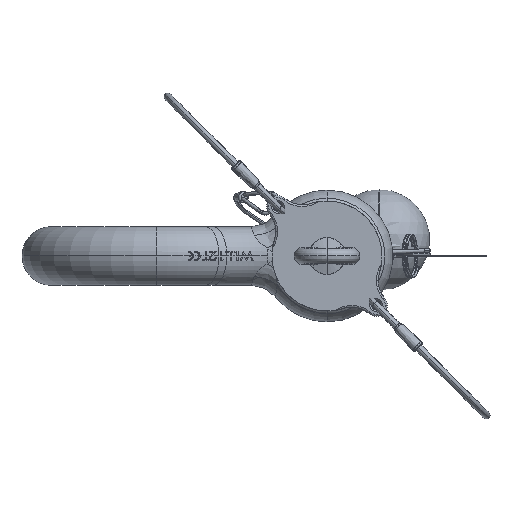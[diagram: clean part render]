
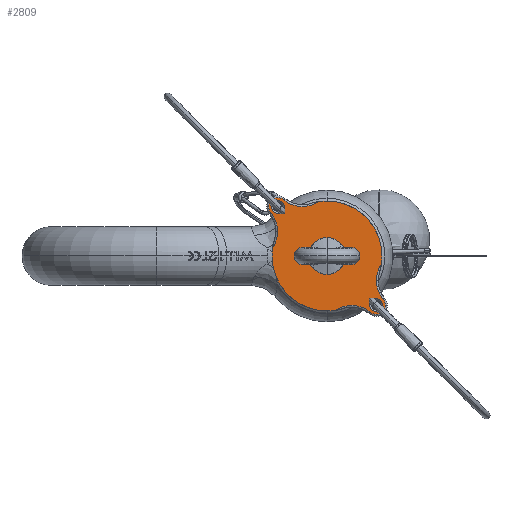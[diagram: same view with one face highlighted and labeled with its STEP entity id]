
A CAD part, left-side view. The second image highlights one B-rep face of the part: STEP entity #2809.
In plain terms, the highlighted planar face has unit normal (-1, 0, 0).
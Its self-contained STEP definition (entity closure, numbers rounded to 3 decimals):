
#2809=ADVANCED_FACE('',(#5951,#5952,#5953),#5954,.T.);
#5951=FACE_OUTER_BOUND('',#62531,.T.);
#5952=FACE_BOUND('',#62532,.T.);
#5953=FACE_BOUND('',#62533,.T.);
#5954=PLANE('',#62534);
#62531=EDGE_LOOP('',(#76465,#76466,#76467,#76468,#76469,#76470,#76471,#76472,#76473,#76474,#76475,#76476,#76477,#76478));
#62532=EDGE_LOOP('',(#76479,#76480));
#62533=EDGE_LOOP('',(#76481,#76482));
#62534=AXIS2_PLACEMENT_3D('',#76483,#76484,#76485);
#76465=ORIENTED_EDGE('',*,*,#82430,.T.);
#76466=ORIENTED_EDGE('',*,*,#82568,.T.);
#76467=ORIENTED_EDGE('',*,*,#82569,.T.);
#76468=ORIENTED_EDGE('',*,*,#82455,.T.);
#76469=ORIENTED_EDGE('',*,*,#82438,.F.);
#76470=ORIENTED_EDGE('',*,*,#82558,.F.);
#76471=ORIENTED_EDGE('',*,*,#82571,.T.);
#76472=ORIENTED_EDGE('',*,*,#82449,.T.);
#76473=ORIENTED_EDGE('',*,*,#82573,.T.);
#76474=ORIENTED_EDGE('',*,*,#82574,.T.);
#76475=ORIENTED_EDGE('',*,*,#82424,.T.);
#76476=ORIENTED_EDGE('',*,*,#82489,.F.);
#76477=ORIENTED_EDGE('',*,*,#82547,.F.);
#76478=ORIENTED_EDGE('',*,*,#82566,.T.);
#76479=ORIENTED_EDGE('',*,*,#82471,.T.);
#76480=ORIENTED_EDGE('',*,*,#82563,.T.);
#76481=ORIENTED_EDGE('',*,*,#82463,.T.);
#76482=ORIENTED_EDGE('',*,*,#82564,.T.);
#76483=CARTESIAN_POINT('',(-69.2,57.213,145.178));
#76484=DIRECTION('',(-1.0,0.0,0.0));
#76485=DIRECTION('',(0.0,0.0,1.0));
#82424=EDGE_CURVE('',#88823,#88827,#88829,.T.);
#82430=EDGE_CURVE('',#88841,#88838,#88842,.T.);
#82438=EDGE_CURVE('',#88854,#88857,#88858,.T.);
#82449=EDGE_CURVE('',#88875,#88873,#88876,.T.);
#82455=EDGE_CURVE('',#88886,#88857,#88887,.T.);
#82463=EDGE_CURVE('',#88901,#88899,#88902,.T.);
#82471=EDGE_CURVE('',#88917,#88915,#88918,.T.);
#82489=EDGE_CURVE('',#88942,#88827,#88944,.T.);
#82547=EDGE_CURVE('',#89031,#88942,#89033,.T.);
#82558=EDGE_CURVE('',#89047,#88854,#89049,.T.);
#82563=EDGE_CURVE('',#88915,#88917,#89054,.T.);
#82564=EDGE_CURVE('',#88899,#88901,#89055,.T.);
#82566=EDGE_CURVE('',#89031,#88841,#89057,.T.);
#82568=EDGE_CURVE('',#88838,#89058,#89060,.T.);
#82569=EDGE_CURVE('',#89058,#88886,#89061,.T.);
#82571=EDGE_CURVE('',#89047,#88875,#89063,.T.);
#82573=EDGE_CURVE('',#88873,#89064,#89066,.T.);
#82574=EDGE_CURVE('',#89064,#88823,#89067,.T.);
#88823=VERTEX_POINT('',#119354);
#88827=VERTEX_POINT('',#119358);
#88829=CIRCLE('',#119369,16.0);
#88838=VERTEX_POINT('',#119385);
#88841=VERTEX_POINT('',#119388);
#88842=CIRCLE('',#119389,5.0);
#88854=VERTEX_POINT('',#119401);
#88857=VERTEX_POINT('',#119405);
#88858=CIRCLE('',#119406,30.0);
#88873=VERTEX_POINT('',#119442);
#88875=VERTEX_POINT('',#119444);
#88876=CIRCLE('',#119445,5.0);
#88886=VERTEX_POINT('',#119455);
#88887=CIRCLE('',#119456,16.0);
#88899=VERTEX_POINT('',#119468);
#88901=VERTEX_POINT('',#119471);
#88902=CIRCLE('',#119472,3.5);
#88915=VERTEX_POINT('',#119488);
#88917=VERTEX_POINT('',#119491);
#88918=CIRCLE('',#119492,3.5);
#88942=VERTEX_POINT('',#119527);
#88944=CIRCLE('',#119530,30.0);
#89031=VERTEX_POINT('',#119639);
#89033=CIRCLE('',#119648,30.0);
#89047=VERTEX_POINT('',#119673);
#89049=CIRCLE('',#119682,30.0);
#89054=CIRCLE('',#119687,3.5);
#89055=CIRCLE('',#119688,3.5);
#89057=CIRCLE('',#119690,16.0);
#89058=VERTEX_POINT('',#119691);
#89060=CIRCLE('',#119693,5.0);
#89061=CIRCLE('',#119694,16.0);
#89063=CIRCLE('',#119696,16.0);
#89064=VERTEX_POINT('',#119697);
#89066=CIRCLE('',#119699,5.0);
#89067=CIRCLE('',#119700,16.0);
#119354=CARTESIAN_POINT('',(-69.2,30.248,131.798));
#119358=CARTESIAN_POINT('',(-69.2,27.551,140.688));
#119369=AXIS2_PLACEMENT_3D('',#127690,#127691,#127692);
#119385=CARTESIAN_POINT('',(-69.2,89.083,172.048));
#119388=CARTESIAN_POINT('',(-69.2,80.871,175.88));
#119389=AXIS2_PLACEMENT_3D('',#127705,#127706,#127707);
#119401=CARTESIAN_POINT('',(-69.2,87.213,145.178));
#119405=CARTESIAN_POINT('',(-69.2,86.875,149.668));
#119406=AXIS2_PLACEMENT_3D('',#127727,#127728,#127729);
#119442=CARTESIAN_POINT('',(-69.2,25.343,118.308));
#119444=CARTESIAN_POINT('',(-69.2,33.555,114.476));
#119445=AXIS2_PLACEMENT_3D('',#127744,#127745,#127746);
#119455=CARTESIAN_POINT('',(-69.2,84.178,158.559));
#119456=AXIS2_PLACEMENT_3D('',#127762,#127763,#127764);
#119468=CARTESIAN_POINT('',(-69.2,33.843,118.308));
#119471=CARTESIAN_POINT('',(-69.2,26.843,118.308));
#119472=AXIS2_PLACEMENT_3D('',#127784,#127785,#127786);
#119488=CARTESIAN_POINT('',(-69.2,87.583,172.048));
#119491=CARTESIAN_POINT('',(-69.2,80.583,172.048));
#119492=AXIS2_PLACEMENT_3D('',#127800,#127801,#127802);
#119527=CARTESIAN_POINT('',(-69.2,27.213,145.178));
#119530=AXIS2_PLACEMENT_3D('',#127830,#127831,#127832);
#119639=CARTESIAN_POINT('',(-69.2,61.703,174.84));
#119648=AXIS2_PLACEMENT_3D('',#127972,#127973,#127974);
#119673=CARTESIAN_POINT('',(-69.2,52.723,115.516));
#119682=AXIS2_PLACEMENT_3D('',#127995,#127996,#127997);
#119687=AXIS2_PLACEMENT_3D('',#128010,#128011,#128012);
#119688=AXIS2_PLACEMENT_3D('',#128013,#128014,#128015);
#119690=AXIS2_PLACEMENT_3D('',#128019,#128020,#128021);
#119691=CARTESIAN_POINT('',(-69.2,87.915,168.837));
#119693=AXIS2_PLACEMENT_3D('',#128025,#128026,#128027);
#119694=AXIS2_PLACEMENT_3D('',#128028,#128029,#128030);
#119696=AXIS2_PLACEMENT_3D('',#128034,#128035,#128036);
#119697=CARTESIAN_POINT('',(-69.2,26.511,121.52));
#119699=AXIS2_PLACEMENT_3D('',#128040,#128041,#128042);
#119700=AXIS2_PLACEMENT_3D('',#128043,#128044,#128045);
#127690=CARTESIAN_POINT('',(-69.2,14.248,131.798));
#127691=DIRECTION('',(1.0,0.0,0.0));
#127692=DIRECTION('',(0.0,-1.0,0.));
#127705=CARTESIAN_POINT('',(-69.2,84.083,172.048));
#127706=DIRECTION('',(-1.0,0.0,0.0));
#127707=DIRECTION('',(0.0,-1.0,0.0));
#127727=CARTESIAN_POINT('',(-69.2,57.213,145.178));
#127728=DIRECTION('',(1.0,0.0,0.0));
#127729=DIRECTION('',(0.0,1.0,0.));
#127744=CARTESIAN_POINT('',(-69.2,30.343,118.308));
#127745=DIRECTION('',(-1.0,0.0,0.0));
#127746=DIRECTION('',(0.0,-1.0,0.0));
#127762=CARTESIAN_POINT('',(-69.2,100.178,158.559));
#127763=DIRECTION('',(1.0,0.0,0.0));
#127764=DIRECTION('',(0.0,-1.0,0.0));
#127784=CARTESIAN_POINT('',(-69.2,30.343,118.308));
#127785=DIRECTION('',(1.0,0.0,0.0));
#127786=DIRECTION('',(0.0,-1.0,0.0));
#127800=CARTESIAN_POINT('',(-69.2,84.083,172.048));
#127801=DIRECTION('',(1.0,0.0,0.0));
#127802=DIRECTION('',(0.0,-1.0,0.0));
#127830=CARTESIAN_POINT('',(-69.2,57.213,145.178));
#127831=DIRECTION('',(1.0,0.0,0.0));
#127832=DIRECTION('',(0.0,1.0,0.));
#127972=CARTESIAN_POINT('',(-69.2,57.213,145.178));
#127973=DIRECTION('',(1.0,0.0,0.0));
#127974=DIRECTION('',(0.0,1.0,0.));
#127995=CARTESIAN_POINT('',(-69.2,57.213,145.178));
#127996=DIRECTION('',(1.0,0.0,0.0));
#127997=DIRECTION('',(0.0,1.0,0.));
#128010=CARTESIAN_POINT('',(-69.2,84.083,172.048));
#128011=DIRECTION('',(1.0,0.0,0.0));
#128012=DIRECTION('',(0.0,-1.0,0.0));
#128013=CARTESIAN_POINT('',(-69.2,30.343,118.308));
#128014=DIRECTION('',(1.0,0.0,0.0));
#128015=DIRECTION('',(0.0,-1.0,0.0));
#128019=CARTESIAN_POINT('',(-69.2,70.594,188.143));
#128020=DIRECTION('',(1.0,0.0,0.0));
#128021=DIRECTION('',(0.0,-1.0,0.));
#128025=CARTESIAN_POINT('',(-69.2,84.083,172.048));
#128026=DIRECTION('',(-1.0,0.0,0.0));
#128027=DIRECTION('',(0.0,-1.0,0.0));
#128028=CARTESIAN_POINT('',(-69.2,100.178,158.559));
#128029=DIRECTION('',(1.0,0.0,0.0));
#128030=DIRECTION('',(0.0,-1.0,0.));
#128034=CARTESIAN_POINT('',(-69.2,43.832,102.214));
#128035=DIRECTION('',(1.0,0.0,0.0));
#128036=DIRECTION('',(0.0,-1.0,0.));
#128040=CARTESIAN_POINT('',(-69.2,30.343,118.308));
#128041=DIRECTION('',(-1.0,0.0,0.0));
#128042=DIRECTION('',(0.0,-1.0,0.0));
#128043=CARTESIAN_POINT('',(-69.2,14.248,131.798));
#128044=DIRECTION('',(1.0,0.0,0.0));
#128045=DIRECTION('',(0.0,-1.0,0.));
